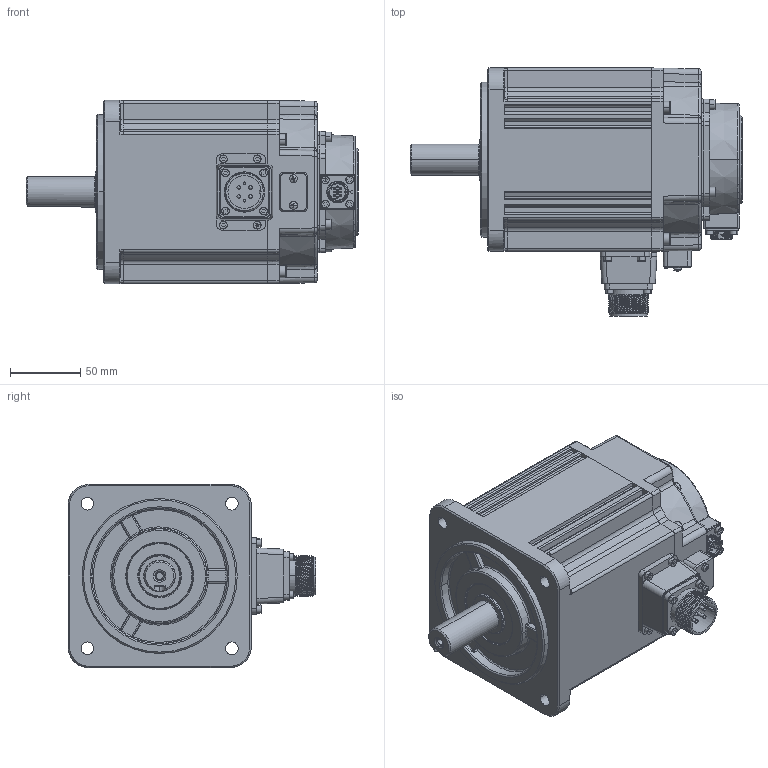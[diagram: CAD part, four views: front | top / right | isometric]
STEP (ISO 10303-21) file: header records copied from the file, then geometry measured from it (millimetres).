
FILE_DESCRIPTION (( 'STEP AP203' ), '1' );
FILE_NAME ('MS6G-130CS(M)15BZ2-41P5.STEP', '2023-01-12T06:37:22', ( '' ), ( '' ), 'SwSTEP 2.0', 'SolidWorks 2016', '' );
FILE_SCHEMA (( 'CONFIG_CONTROL_DESIGN' ));
Length unit declared in the file: millimetre
Products named in the file (1): MS6G-130CS(M)15BZ2-41P5
Bounding box: 235.5 x 175.9 x 130 mm (x, y, z)
Surface area: 155154.6 mm2 (no closed solid volume)
Topology: 0 solids, 48 shells, 1006 faces, 3093 edges, 2078 vertices
Faces by surface type: plane 381, cylinder 350, bspline 131, torus 88, cone 52, sphere 4
Entity records: 41990 total; most frequent: CARTESIAN_POINT 15792, ORIENTED_EDGE 5369, DIRECTION 5205, EDGE_CURVE 3071, VERTEX_POINT 2078, AXIS2_PLACEMENT_3D 1922, LINE 1361, VECTOR 1361
